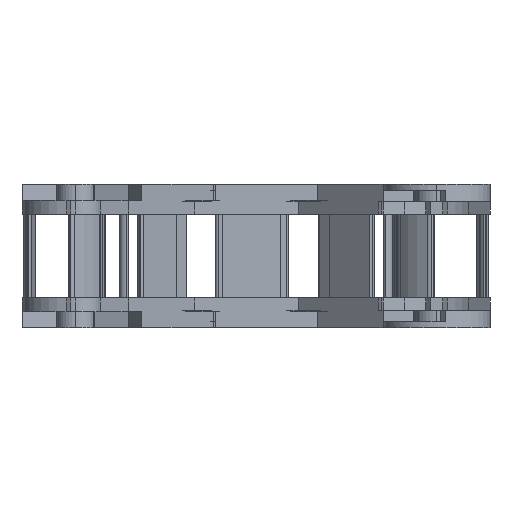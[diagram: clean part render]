
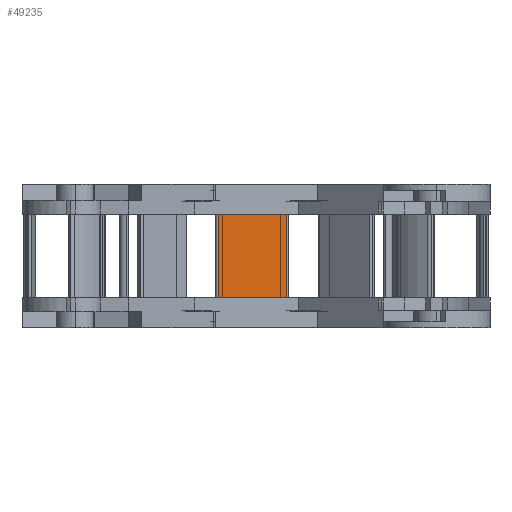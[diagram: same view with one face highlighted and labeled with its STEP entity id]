
A CAD part, left-side view. The second image highlights one B-rep face of the part: STEP entity #49235.
In plain terms, the highlighted planar face has unit normal (-0.998, -0.068, 0).
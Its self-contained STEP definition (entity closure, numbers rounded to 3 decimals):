
#848 = AXIS2_PLACEMENT_3D ( 'NONE', #55364, #34039, #14017 ) ;
#3786 = CARTESIAN_POINT ( 'NONE',  ( 59.987, 32.465, 9. ) ) ;
#5017 = LINE ( 'NONE', #79701, #15910 ) ;
#5480 = CARTESIAN_POINT ( 'NONE',  ( 59.987, 32.465, 9. ) ) ;
#6896 = PLANE ( 'NONE',  #848 ) ;
#8058 = EDGE_CURVE ( 'NONE', #13885, #51940, #65153, .T. ) ;
#8301 = CARTESIAN_POINT ( 'NONE',  ( 58.991, 47.132, -9. ) ) ;
#10853 = EDGE_CURVE ( 'NONE', #13885, #16130, #54150, .T. ) ;
#13765 = VERTEX_POINT ( 'NONE', #8301 ) ;
#13885 = VERTEX_POINT ( 'NONE', #5480 ) ;
#13985 = CARTESIAN_POINT ( 'NONE',  ( 58.991, 47.132, 9. ) ) ;
#14017 = DIRECTION ( 'NONE',  ( 0., 0., -1. ) ) ;
#15910 = VECTOR ( 'NONE', #25048, 1000. ) ;
#15980 = ORIENTED_EDGE ( 'NONE', *, *, #30801, .F. ) ;
#16130 = VERTEX_POINT ( 'NONE', #55037 ) ;
#25048 = DIRECTION ( 'NONE',  ( -0.068, 0.998, 0. ) ) ;
#27407 = EDGE_LOOP ( 'NONE', ( #44135, #47770, #53796, #15980 ) ) ;
#29248 = EDGE_CURVE ( 'NONE', #13765, #16130, #47764, .T. ) ;
#30801 = EDGE_CURVE ( 'NONE', #51940, #13765, #5017, .T. ) ;
#33147 = FACE_OUTER_BOUND ( 'NONE', #27407, .T. ) ;
#34039 = DIRECTION ( 'NONE',  ( 0.998, 0.068, 0. ) ) ;
#34164 = DIRECTION ( 'NONE',  ( -0.068, 0.998, 0. ) ) ;
#43850 = DIRECTION ( 'NONE',  ( 0., 0., -1. ) ) ;
#44135 = ORIENTED_EDGE ( 'NONE', *, *, #8058, .F. ) ;
#45510 = VECTOR ( 'NONE', #34164, 1000. ) ;
#47764 = LINE ( 'NONE', #13985, #51234 ) ;
#47770 = ORIENTED_EDGE ( 'NONE', *, *, #10853, .T. ) ;
#49235 = ADVANCED_FACE ( 'NONE', ( #33147 ), #6896, .F. ) ;
#51234 = VECTOR ( 'NONE', #61108, 1000. ) ;
#51940 = VERTEX_POINT ( 'NONE', #65447 ) ;
#53796 = ORIENTED_EDGE ( 'NONE', *, *, #29248, .F. ) ;
#54150 = LINE ( 'NONE', #81256, #45510 ) ;
#55037 = CARTESIAN_POINT ( 'NONE',  ( 58.991, 47.132, 9. ) ) ;
#55364 = CARTESIAN_POINT ( 'NONE',  ( 58.991, 47.132, 9. ) ) ;
#61108 = DIRECTION ( 'NONE',  ( 0., 0., 1. ) ) ;
#64066 = VECTOR ( 'NONE', #43850, 1000. ) ;
#65153 = LINE ( 'NONE', #3786, #64066 ) ;
#65447 = CARTESIAN_POINT ( 'NONE',  ( 59.987, 32.465, -9. ) ) ;
#79701 = CARTESIAN_POINT ( 'NONE',  ( 58.991, 47.132, -9. ) ) ;
#81256 = CARTESIAN_POINT ( 'NONE',  ( 60.607, 23.336, 9. ) ) ;
